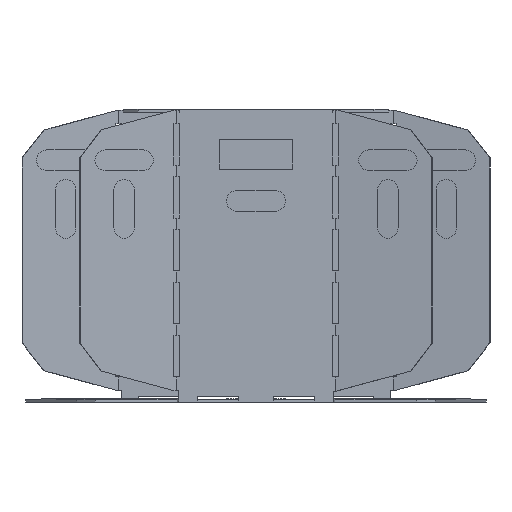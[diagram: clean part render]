
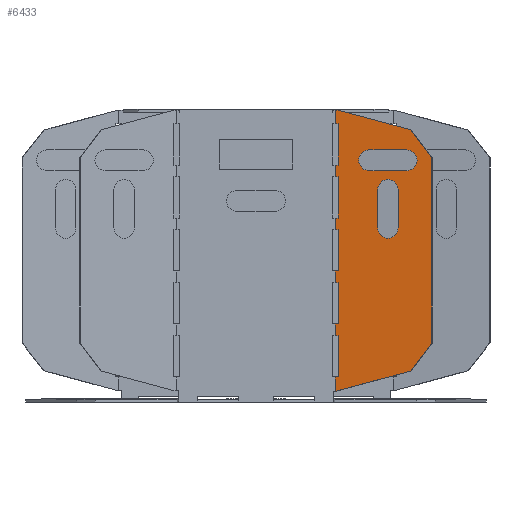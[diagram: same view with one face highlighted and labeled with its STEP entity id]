
A CAD part, front view. The second image highlights one B-rep face of the part: STEP entity #6433.
In plain terms, the highlighted planar face has unit normal (-0.131, -0.991, 0).
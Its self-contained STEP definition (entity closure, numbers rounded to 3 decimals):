
#299=FACE_OUTER_BOUND('',#560,.T.);
#560=EDGE_LOOP('',(#5068,#5069,#5070,#5071,#5072,#5073,#5074,#5075,#5076,
#5077,#5078,#5079,#5080,#5081,#5082,#5083,#5084,#5085,#5086,#5087,#5088,
#5089,#5090,#5091,#5092,#5093,#5094));
#1199=LINE('',#9829,#2118);
#1200=LINE('',#9831,#2119);
#1201=LINE('',#9833,#2120);
#1202=LINE('',#9835,#2121);
#1203=LINE('',#9837,#2122);
#1204=LINE('',#9839,#2123);
#1205=LINE('',#9841,#2124);
#1206=LINE('',#9843,#2125);
#1207=LINE('',#9845,#2126);
#1208=LINE('',#9847,#2127);
#1209=LINE('',#9849,#2128);
#1210=LINE('',#9851,#2129);
#1211=LINE('',#9853,#2130);
#1212=LINE('',#9855,#2131);
#1213=LINE('',#9857,#2132);
#1214=LINE('',#9859,#2133);
#1215=LINE('',#9861,#2134);
#1216=LINE('',#9863,#2135);
#1217=LINE('',#9865,#2136);
#1218=LINE('',#9867,#2137);
#1219=LINE('',#9869,#2138);
#1220=LINE('',#9871,#2139);
#1221=LINE('',#9873,#2140);
#1222=LINE('',#9875,#2141);
#1223=LINE('',#9877,#2142);
#1224=LINE('',#9879,#2143);
#1225=LINE('',#9880,#2144);
#2118=VECTOR('',#7900,1.);
#2119=VECTOR('',#7901,1.);
#2120=VECTOR('',#7902,1.);
#2121=VECTOR('',#7903,1.);
#2122=VECTOR('',#7904,1.);
#2123=VECTOR('',#7905,1.);
#2124=VECTOR('',#7906,1.);
#2125=VECTOR('',#7907,1.);
#2126=VECTOR('',#7908,1.);
#2127=VECTOR('',#7909,1.);
#2128=VECTOR('',#7910,1.);
#2129=VECTOR('',#7911,1.);
#2130=VECTOR('',#7912,1.);
#2131=VECTOR('',#7913,1.);
#2132=VECTOR('',#7914,1.);
#2133=VECTOR('',#7915,1.);
#2134=VECTOR('',#7916,1.);
#2135=VECTOR('',#7917,1.);
#2136=VECTOR('',#7918,1.);
#2137=VECTOR('',#7919,1.);
#2138=VECTOR('',#7920,1.);
#2139=VECTOR('',#7921,1.);
#2140=VECTOR('',#7922,1.);
#2141=VECTOR('',#7923,1.);
#2142=VECTOR('',#7924,1.);
#2143=VECTOR('',#7925,1.);
#2144=VECTOR('',#7926,1.);
#2991=VERTEX_POINT('',#9827);
#2992=VERTEX_POINT('',#9828);
#2993=VERTEX_POINT('',#9830);
#2994=VERTEX_POINT('',#9832);
#2995=VERTEX_POINT('',#9834);
#2996=VERTEX_POINT('',#9836);
#2997=VERTEX_POINT('',#9838);
#2998=VERTEX_POINT('',#9840);
#2999=VERTEX_POINT('',#9842);
#3000=VERTEX_POINT('',#9844);
#3001=VERTEX_POINT('',#9846);
#3002=VERTEX_POINT('',#9848);
#3003=VERTEX_POINT('',#9850);
#3004=VERTEX_POINT('',#9852);
#3005=VERTEX_POINT('',#9854);
#3006=VERTEX_POINT('',#9856);
#3007=VERTEX_POINT('',#9858);
#3008=VERTEX_POINT('',#9860);
#3009=VERTEX_POINT('',#9862);
#3010=VERTEX_POINT('',#9864);
#3011=VERTEX_POINT('',#9866);
#3012=VERTEX_POINT('',#9868);
#3013=VERTEX_POINT('',#9870);
#3014=VERTEX_POINT('',#9872);
#3015=VERTEX_POINT('',#9874);
#3016=VERTEX_POINT('',#9876);
#3017=VERTEX_POINT('',#9878);
#3881=EDGE_CURVE('',#2991,#2992,#1199,.T.);
#3882=EDGE_CURVE('',#2993,#2991,#1200,.T.);
#3883=EDGE_CURVE('',#2994,#2993,#1201,.T.);
#3884=EDGE_CURVE('',#2995,#2994,#1202,.T.);
#3885=EDGE_CURVE('',#2996,#2995,#1203,.T.);
#3886=EDGE_CURVE('',#2997,#2996,#1204,.T.);
#3887=EDGE_CURVE('',#2998,#2997,#1205,.T.);
#3888=EDGE_CURVE('',#2999,#2998,#1206,.T.);
#3889=EDGE_CURVE('',#3000,#2999,#1207,.T.);
#3890=EDGE_CURVE('',#3001,#3000,#1208,.T.);
#3891=EDGE_CURVE('',#3002,#3001,#1209,.T.);
#3892=EDGE_CURVE('',#3003,#3002,#1210,.T.);
#3893=EDGE_CURVE('',#3004,#3003,#1211,.T.);
#3894=EDGE_CURVE('',#3005,#3004,#1212,.T.);
#3895=EDGE_CURVE('',#3006,#3005,#1213,.T.);
#3896=EDGE_CURVE('',#3007,#3006,#1214,.T.);
#3897=EDGE_CURVE('',#3008,#3007,#1215,.T.);
#3898=EDGE_CURVE('',#3009,#3008,#1216,.T.);
#3899=EDGE_CURVE('',#3010,#3009,#1217,.T.);
#3900=EDGE_CURVE('',#3010,#3011,#1218,.T.);
#3901=EDGE_CURVE('',#3011,#3012,#1219,.T.);
#3902=EDGE_CURVE('',#3012,#3013,#1220,.T.);
#3903=EDGE_CURVE('',#3013,#3014,#1221,.T.);
#3904=EDGE_CURVE('',#3014,#3015,#1222,.T.);
#3905=EDGE_CURVE('',#3015,#3016,#1223,.T.);
#3906=EDGE_CURVE('',#3017,#3016,#1224,.T.);
#3907=EDGE_CURVE('',#2992,#3017,#1225,.T.);
#5068=ORIENTED_EDGE('',*,*,#3881,.F.);
#5069=ORIENTED_EDGE('',*,*,#3882,.F.);
#5070=ORIENTED_EDGE('',*,*,#3883,.F.);
#5071=ORIENTED_EDGE('',*,*,#3884,.F.);
#5072=ORIENTED_EDGE('',*,*,#3885,.F.);
#5073=ORIENTED_EDGE('',*,*,#3886,.F.);
#5074=ORIENTED_EDGE('',*,*,#3887,.F.);
#5075=ORIENTED_EDGE('',*,*,#3888,.F.);
#5076=ORIENTED_EDGE('',*,*,#3889,.F.);
#5077=ORIENTED_EDGE('',*,*,#3890,.F.);
#5078=ORIENTED_EDGE('',*,*,#3891,.F.);
#5079=ORIENTED_EDGE('',*,*,#3892,.F.);
#5080=ORIENTED_EDGE('',*,*,#3893,.F.);
#5081=ORIENTED_EDGE('',*,*,#3894,.F.);
#5082=ORIENTED_EDGE('',*,*,#3895,.F.);
#5083=ORIENTED_EDGE('',*,*,#3896,.F.);
#5084=ORIENTED_EDGE('',*,*,#3897,.F.);
#5085=ORIENTED_EDGE('',*,*,#3898,.F.);
#5086=ORIENTED_EDGE('',*,*,#3899,.F.);
#5087=ORIENTED_EDGE('',*,*,#3900,.T.);
#5088=ORIENTED_EDGE('',*,*,#3901,.T.);
#5089=ORIENTED_EDGE('',*,*,#3902,.T.);
#5090=ORIENTED_EDGE('',*,*,#3903,.T.);
#5091=ORIENTED_EDGE('',*,*,#3904,.T.);
#5092=ORIENTED_EDGE('',*,*,#3905,.T.);
#5093=ORIENTED_EDGE('',*,*,#3906,.F.);
#5094=ORIENTED_EDGE('',*,*,#3907,.F.);
#6172=PLANE('',#6917);
#6433=ADVANCED_FACE('',(#299),#6172,.F.);
#6917=AXIS2_PLACEMENT_3D('',#9826,#7898,#7899);
#7898=DIRECTION('center_axis',(0.131,0.991,0.));
#7899=DIRECTION('ref_axis',(0.,0.,
1.));
#7900=DIRECTION('',(0.,0.,1.));
#7901=DIRECTION('',(0.991,-0.131,0.));
#7902=DIRECTION('',(0.,0.,1.));
#7903=DIRECTION('',(-0.991,0.131,0.));
#7904=DIRECTION('',(0.,0.,1.));
#7905=DIRECTION('',(0.991,-0.131,0.));
#7906=DIRECTION('',(0.,0.,1.));
#7907=DIRECTION('',(-0.991,0.131,0.));
#7908=DIRECTION('',(0.,0.,1.));
#7909=DIRECTION('',(0.991,-0.131,0.));
#7910=DIRECTION('',(0.,0.,1.));
#7911=DIRECTION('',(-0.991,0.131,0.));
#7912=DIRECTION('',(0.,0.,1.));
#7913=DIRECTION('',(0.991,-0.131,0.));
#7914=DIRECTION('',(0.,0.,1.));
#7915=DIRECTION('',(-0.991,0.131,0.));
#7916=DIRECTION('',(0.,0.,1.));
#7917=DIRECTION('',(0.991,-0.131,0.));
#7918=DIRECTION('',(0.,0.,1.));
#7919=DIRECTION('',(0.958,-0.126,0.259));
#7920=DIRECTION('',(0.604,-0.079,0.793));
#7921=DIRECTION('',(0.,0.,1.));
#7922=DIRECTION('',(-0.604,0.079,0.793));
#7923=DIRECTION('',(-0.958,0.126,0.259));
#7924=DIRECTION('',(-0.991,0.131,0.));
#7925=DIRECTION('',(0.,0.,1.));
#7926=DIRECTION('',(-0.991,0.131,0.));
#9826=CARTESIAN_POINT('Origin',(73.095,8.009,-78.187));
#9827=CARTESIAN_POINT('',(100.856,4.354,80.534));
#9828=CARTESIAN_POINT('',(100.856,4.354,94.534));
#9829=CARTESIAN_POINT('',(100.856,4.354,87.534));
#9830=CARTESIAN_POINT('',(99.885,4.482,80.534));
#9831=CARTESIAN_POINT('',(100.403,4.414,80.534));
#9832=CARTESIAN_POINT('',(99.885,4.482,76.534));
#9833=CARTESIAN_POINT('',(99.885,4.482,-78.187));
#9834=CARTESIAN_POINT('',(100.856,4.354,76.534));
#9835=CARTESIAN_POINT('',(100.403,4.414,76.534));
#9836=CARTESIAN_POINT('',(100.856,4.354,62.534));
#9837=CARTESIAN_POINT('',(100.856,4.354,69.534));
#9838=CARTESIAN_POINT('',(99.885,4.482,62.534));
#9839=CARTESIAN_POINT('',(100.403,4.414,62.534));
#9840=CARTESIAN_POINT('',(99.885,4.482,58.534));
#9841=CARTESIAN_POINT('',(99.885,4.482,-78.187));
#9842=CARTESIAN_POINT('',(100.856,4.354,58.534));
#9843=CARTESIAN_POINT('',(100.403,4.414,58.534));
#9844=CARTESIAN_POINT('',(100.856,4.354,44.534));
#9845=CARTESIAN_POINT('',(100.856,4.354,51.534));
#9846=CARTESIAN_POINT('',(99.885,4.482,44.534));
#9847=CARTESIAN_POINT('',(100.403,4.414,44.534));
#9848=CARTESIAN_POINT('',(99.885,4.482,40.534));
#9849=CARTESIAN_POINT('',(99.885,4.482,-78.187));
#9850=CARTESIAN_POINT('',(100.856,4.354,40.534));
#9851=CARTESIAN_POINT('',(100.403,4.414,40.534));
#9852=CARTESIAN_POINT('',(100.856,4.354,26.534));
#9853=CARTESIAN_POINT('',(100.856,4.354,33.534));
#9854=CARTESIAN_POINT('',(99.885,4.482,26.534));
#9855=CARTESIAN_POINT('',(100.403,4.414,26.534));
#9856=CARTESIAN_POINT('',(99.885,4.482,22.534));
#9857=CARTESIAN_POINT('',(99.885,4.482,-78.187));
#9858=CARTESIAN_POINT('',(100.856,4.354,22.534));
#9859=CARTESIAN_POINT('',(100.403,4.414,22.534));
#9860=CARTESIAN_POINT('',(100.856,4.354,8.534));
#9861=CARTESIAN_POINT('',(100.856,4.354,15.534));
#9862=CARTESIAN_POINT('',(99.885,4.482,8.534));
#9863=CARTESIAN_POINT('',(100.403,4.414,8.534));
#9864=CARTESIAN_POINT('',(99.885,4.482,3.647));
#9865=CARTESIAN_POINT('',(99.885,4.482,-78.187));
#9866=CARTESIAN_POINT('',(125.339,1.131,10.526));
#9867=CARTESIAN_POINT('',(113.098,2.743,7.218));
#9868=CARTESIAN_POINT('',(132.582,0.177,20.046));
#9869=CARTESIAN_POINT('',(128.961,0.654,15.286));
#9870=CARTESIAN_POINT('',(132.582,0.177,83.022));
#9871=CARTESIAN_POINT('',(132.582,0.177,51.534));
#9872=CARTESIAN_POINT('',(125.339,1.131,92.542));
#9873=CARTESIAN_POINT('',(128.961,0.654,87.782));
#9874=CARTESIAN_POINT('',(100.856,4.354,99.159));
#9875=CARTESIAN_POINT('',(113.098,2.743,95.851));
#9876=CARTESIAN_POINT('',(99.885,4.482,99.159));
#9877=CARTESIAN_POINT('',(100.403,4.414,99.159));
#9878=CARTESIAN_POINT('',(99.885,4.482,94.534));
#9879=CARTESIAN_POINT('',(99.885,4.482,-78.187));
#9880=CARTESIAN_POINT('',(100.403,4.414,94.534));
